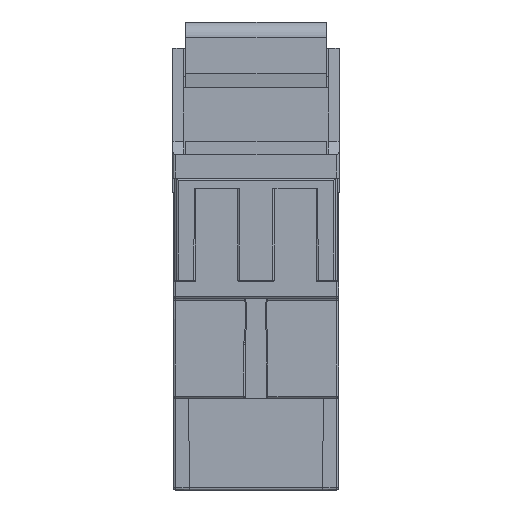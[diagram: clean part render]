
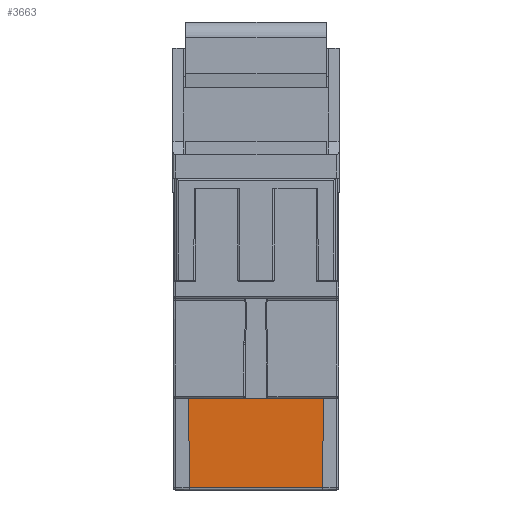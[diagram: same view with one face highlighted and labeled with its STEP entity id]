
A CAD part, left-side view. The second image highlights one B-rep face of the part: STEP entity #3663.
In plain terms, the highlighted planar face has unit normal (-1, 0, -0.009).
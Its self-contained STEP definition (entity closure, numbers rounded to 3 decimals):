
#1542=CARTESIAN_POINT('Vertex',(12.734,-6.429,-42.452)) ;
#1564=CARTESIAN_POINT('Line Origine',(12.734,6.521,-42.452)) ;
#1568=CARTESIAN_POINT('Vertex',(12.734,6.429,-42.452)) ;
#3560=CARTESIAN_POINT('Vertex',(12.656,-6.506,-33.602)) ;
#3565=CARTESIAN_POINT('Line Origine',(12.695,-6.468,-38.027)) ;
#3606=CARTESIAN_POINT('Axis2P3D Location',(12.6,-8.158,-27.15)) ;
#3612=CARTESIAN_POINT('Control Point',(12.656,-6.506,-33.602)) ;
#3613=CARTESIAN_POINT('Control Point',(12.657,-6.506,-33.63)) ;
#3614=CARTESIAN_POINT('Control Point',(12.657,-6.501,-33.656)) ;
#3615=CARTESIAN_POINT('Control Point',(12.657,-6.492,-33.68)) ;
#3616=CARTESIAN_POINT('Control Point',(12.657,-6.474,-33.712)) ;
#3617=CARTESIAN_POINT('Control Point',(12.657,-6.451,-33.738)) ;
#3618=CARTESIAN_POINT('Control Point',(12.658,-6.443,-33.746)) ;
#3619=CARTESIAN_POINT('Control Point',(12.658,-6.417,-33.769)) ;
#3620=CARTESIAN_POINT('Control Point',(12.658,-6.385,-33.786)) ;
#3621=CARTESIAN_POINT('Control Point',(12.658,-6.36,-33.796)) ;
#3622=CARTESIAN_POINT('Control Point',(12.658,-6.334,-33.8)) ;
#3623=CARTESIAN_POINT('Control Point',(12.658,-6.306,-33.8)) ;
#3624=CARTESIAN_POINT('Vertex',(12.658,-6.306,-33.8)) ;
#3627=CARTESIAN_POINT('Line Origine',(12.658,0.,-33.8)) ;
#3631=CARTESIAN_POINT('Vertex',(12.658,6.306,-33.8)) ;
#3635=CARTESIAN_POINT('Control Point',(12.658,6.306,-33.8)) ;
#3636=CARTESIAN_POINT('Control Point',(12.658,6.334,-33.8)) ;
#3637=CARTESIAN_POINT('Control Point',(12.658,6.36,-33.796)) ;
#3638=CARTESIAN_POINT('Control Point',(12.658,6.385,-33.786)) ;
#3639=CARTESIAN_POINT('Control Point',(12.658,6.417,-33.769)) ;
#3640=CARTESIAN_POINT('Control Point',(12.658,6.443,-33.746)) ;
#3641=CARTESIAN_POINT('Control Point',(12.657,6.451,-33.738)) ;
#3642=CARTESIAN_POINT('Control Point',(12.657,6.474,-33.712)) ;
#3643=CARTESIAN_POINT('Control Point',(12.657,6.492,-33.68)) ;
#3644=CARTESIAN_POINT('Control Point',(12.657,6.501,-33.656)) ;
#3645=CARTESIAN_POINT('Control Point',(12.657,6.506,-33.63)) ;
#3646=CARTESIAN_POINT('Control Point',(12.656,6.506,-33.602)) ;
#3647=CARTESIAN_POINT('Vertex',(12.656,6.506,-33.602)) ;
#3650=CARTESIAN_POINT('Line Origine',(12.695,6.468,-38.027)) ;
#1565=DIRECTION('Vector Direction',(0.,-1.,0.)) ;
#3566=DIRECTION('Vector Direction',(0.009,0.009,-1.)) ;
#3607=DIRECTION('Axis2P3D Direction',(-1.,-0.,-0.009)) ;
#3608=DIRECTION('Axis2P3D XDirection',(0.,-1.,0.)) ;
#3628=DIRECTION('Vector Direction',(0.,1.,0.)) ;
#3651=DIRECTION('Vector Direction',(-0.009,0.009,1.)) ;
#3609=AXIS2_PLACEMENT_3D('Plane Axis2P3D',#3606,#3607,#3608) ;
#3656=ORIENTED_EDGE('',*,*,#1570,.T.) ;
#3657=ORIENTED_EDGE('',*,*,#3569,.F.) ;
#3658=ORIENTED_EDGE('',*,*,#3626,.T.) ;
#3659=ORIENTED_EDGE('',*,*,#3633,.T.) ;
#3660=ORIENTED_EDGE('',*,*,#3649,.T.) ;
#3661=ORIENTED_EDGE('',*,*,#3654,.F.) ;
#1566=VECTOR('Line Direction',#1565,1.) ;
#3567=VECTOR('Line Direction',#3566,1.) ;
#3629=VECTOR('Line Direction',#3628,1.) ;
#3652=VECTOR('Line Direction',#3651,1.) ;
#3663=ADVANCED_FACE('PartBody',(#3662),#3610,.T.) ;
#3611=B_SPLINE_CURVE_WITH_KNOTS('',5,(#3612,#3613,#3614,#3615,#3616,#3617,#3618,#3619,#3620,#3621,#3622,#3623),.UNSPECIFIED.,.F.,.U.,(6,3,3,6),(0.,0.178,0.262,0.44),.UNSPECIFIED.) ;
#3634=B_SPLINE_CURVE_WITH_KNOTS('',5,(#3635,#3636,#3637,#3638,#3639,#3640,#3641,#3642,#3643,#3644,#3645,#3646),.UNSPECIFIED.,.F.,.U.,(6,3,3,6),(0.,0.178,0.262,0.44),.UNSPECIFIED.) ;
#1570=EDGE_CURVE('',#1569,#1543,#1567,.T.) ;
#3569=EDGE_CURVE('',#3561,#1543,#3568,.T.) ;
#3626=EDGE_CURVE('',#3561,#3625,#3611,.T.) ;
#3633=EDGE_CURVE('',#3625,#3632,#3630,.T.) ;
#3649=EDGE_CURVE('',#3632,#3648,#3634,.T.) ;
#3654=EDGE_CURVE('',#1569,#3648,#3653,.T.) ;
#3655=EDGE_LOOP('',(#3656,#3657,#3658,#3659,#3660,#3661)) ;
#3662=FACE_OUTER_BOUND('',#3655,.T.) ;
#1567=LINE('Line',#1564,#1566) ;
#3568=LINE('Line',#3565,#3567) ;
#3630=LINE('Line',#3627,#3629) ;
#3653=LINE('Line',#3650,#3652) ;
#3610=PLANE('Plane',#3609) ;
#1543=VERTEX_POINT('',#1542) ;
#1569=VERTEX_POINT('',#1568) ;
#3561=VERTEX_POINT('',#3560) ;
#3625=VERTEX_POINT('',#3624) ;
#3632=VERTEX_POINT('',#3631) ;
#3648=VERTEX_POINT('',#3647) ;
